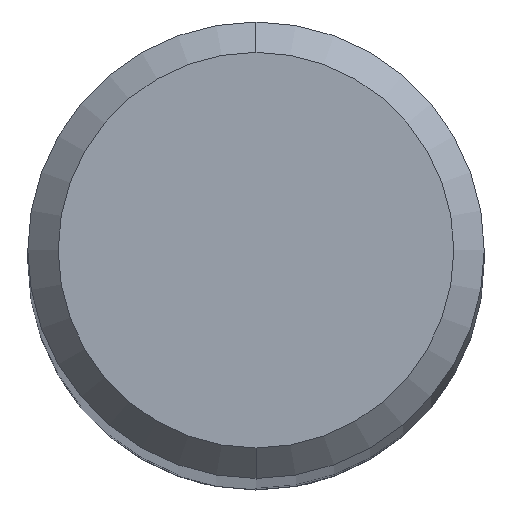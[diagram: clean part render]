
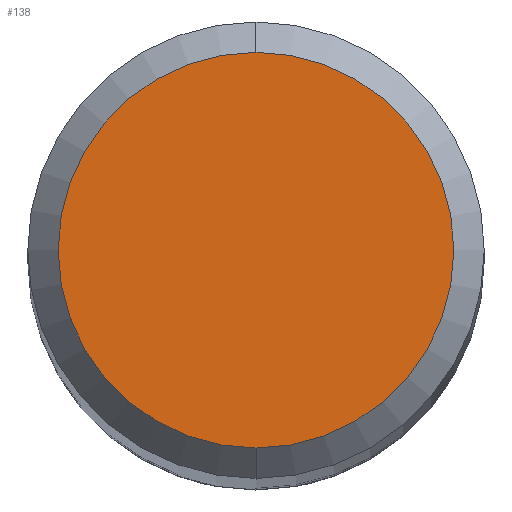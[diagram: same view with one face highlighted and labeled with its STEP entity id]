
A CAD part, top view. The second image highlights one B-rep face of the part: STEP entity #138.
In plain terms, the highlighted planar face has unit normal (0, 0, 1).
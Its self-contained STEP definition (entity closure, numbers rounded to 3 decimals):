
#134=VERTEX_POINT('',#272);
#138=ADVANCED_FACE('',(#276),#277,.T.);
#144=VERTEX_POINT('',#283);
#154=EDGE_CURVE('',#134,#144,#295,.T.);
#176=EDGE_CURVE('',#144,#134,#320,.T.);
#272=CARTESIAN_POINT('',(0.,-2.6,0.0));
#276=FACE_OUTER_BOUND('',#431,.T.);
#277=PLANE('',#432);
#283=CARTESIAN_POINT('',(0.0,2.6,0.0));
#295=CIRCLE('',#450,2.6);
#320=CIRCLE('',#481,2.6);
#431=EDGE_LOOP('',(#595,#596));
#432=AXIS2_PLACEMENT_3D('',#597,#598,#599);
#450=AXIS2_PLACEMENT_3D('',#617,#618,#619);
#481=AXIS2_PLACEMENT_3D('',#655,#656,#657);
#595=ORIENTED_EDGE('',*,*,#176,.F.);
#596=ORIENTED_EDGE('',*,*,#154,.F.);
#597=CARTESIAN_POINT('',(0.0,1.3,0.0));
#598=DIRECTION('',(-0.0,0.0,1.0));
#599=DIRECTION('',(0.0,-1.0,0.0));
#617=CARTESIAN_POINT('',(0.0,0.0,0.0));
#618=DIRECTION('',(0.0,0.0,-1.0));
#619=DIRECTION('',(0.0,1.0,0.0));
#655=CARTESIAN_POINT('',(0.0,0.0,0.0));
#656=DIRECTION('',(0.0,0.0,-1.0));
#657=DIRECTION('',(0.0,1.0,0.0));
